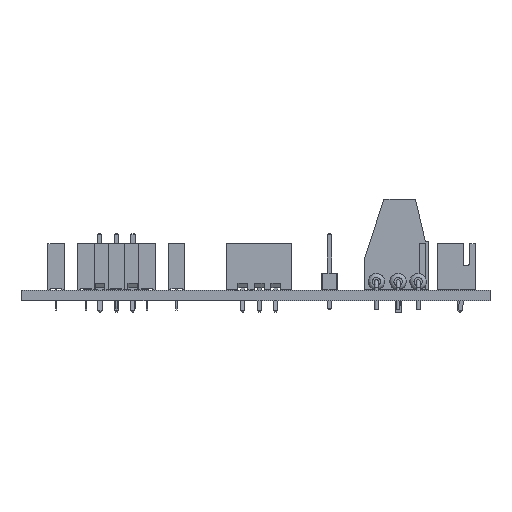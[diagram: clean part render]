
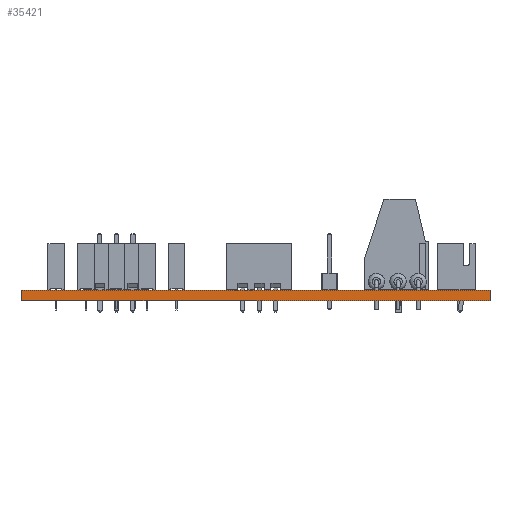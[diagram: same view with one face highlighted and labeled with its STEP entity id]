
A CAD part, front view. The second image highlights one B-rep face of the part: STEP entity #35421.
In plain terms, the highlighted planar face has unit normal (0, -1, 0).
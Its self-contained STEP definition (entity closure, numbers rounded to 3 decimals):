
#35305 = EDGE_CURVE('',#35306,#35308,#35310,.T.);
#35306 = VERTEX_POINT('',#35307);
#35307 = CARTESIAN_POINT('',(86.36,-132.34,0.));
#35308 = VERTEX_POINT('',#35309);
#35309 = CARTESIAN_POINT('',(86.36,-132.34,1.6));
#35310 = SURFACE_CURVE('',#35311,(#35315,#35327),.PCURVE_S1.);
#35311 = LINE('',#35312,#35313);
#35312 = CARTESIAN_POINT('',(86.36,-132.34,0.));
#35313 = VECTOR('',#35314,1.);
#35314 = DIRECTION('',(0.,0.,1.));
#35315 = PCURVE('',#35316,#35321);
#35316 = PLANE('',#35317);
#35317 = AXIS2_PLACEMENT_3D('',#35318,#35319,#35320);
#35318 = CARTESIAN_POINT('',(86.36,-132.34,0.));
#35319 = DIRECTION('',(-1.,0.,0.));
#35320 = DIRECTION('',(0.,1.,0.));
#35321 = DEFINITIONAL_REPRESENTATION('',(#35322),#35326);
#35322 = LINE('',#35323,#35324);
#35323 = CARTESIAN_POINT('',(0.,0.));
#35324 = VECTOR('',#35325,1.);
#35325 = DIRECTION('',(0.,-1.));
#35326 = ( GEOMETRIC_REPRESENTATION_CONTEXT(2) 
PARAMETRIC_REPRESENTATION_CONTEXT() REPRESENTATION_CONTEXT('2D SPACE',''
  ) );
#35327 = PCURVE('',#35328,#35333);
#35328 = PLANE('',#35329);
#35329 = AXIS2_PLACEMENT_3D('',#35330,#35331,#35332);
#35330 = CARTESIAN_POINT('',(157.486,-132.34,0.));
#35331 = DIRECTION('',(0.,-1.,0.));
#35332 = DIRECTION('',(-1.,0.,0.));
#35333 = DEFINITIONAL_REPRESENTATION('',(#35334),#35338);
#35334 = LINE('',#35335,#35336);
#35335 = CARTESIAN_POINT('',(71.126,0.));
#35336 = VECTOR('',#35337,1.);
#35337 = DIRECTION('',(0.,-1.));
#35338 = ( GEOMETRIC_REPRESENTATION_CONTEXT(2) 
PARAMETRIC_REPRESENTATION_CONTEXT() REPRESENTATION_CONTEXT('2D SPACE',''
  ) );
#35356 = PLANE('',#35357);
#35357 = AXIS2_PLACEMENT_3D('',#35358,#35359,#35360);
#35358 = CARTESIAN_POINT('',(121.923,-92.84,1.6));
#35359 = DIRECTION('',(-0.,-0.,-1.));
#35360 = DIRECTION('',(-1.,0.,0.));
#35410 = PLANE('',#35411);
#35411 = AXIS2_PLACEMENT_3D('',#35412,#35413,#35414);
#35412 = CARTESIAN_POINT('',(121.923,-92.84,0.));
#35413 = DIRECTION('',(-0.,-0.,-1.));
#35414 = DIRECTION('',(-1.,0.,0.));
#35421 = ADVANCED_FACE('',(#35422),#35328,.T.);
#35422 = FACE_BOUND('',#35423,.T.);
#35423 = EDGE_LOOP('',(#35424,#35454,#35475,#35476));
#35424 = ORIENTED_EDGE('',*,*,#35425,.T.);
#35425 = EDGE_CURVE('',#35426,#35428,#35430,.T.);
#35426 = VERTEX_POINT('',#35427);
#35427 = CARTESIAN_POINT('',(157.486,-132.34,0.));
#35428 = VERTEX_POINT('',#35429);
#35429 = CARTESIAN_POINT('',(157.486,-132.34,1.6));
#35430 = SURFACE_CURVE('',#35431,(#35435,#35442),.PCURVE_S1.);
#35431 = LINE('',#35432,#35433);
#35432 = CARTESIAN_POINT('',(157.486,-132.34,0.));
#35433 = VECTOR('',#35434,1.);
#35434 = DIRECTION('',(0.,0.,1.));
#35435 = PCURVE('',#35328,#35436);
#35436 = DEFINITIONAL_REPRESENTATION('',(#35437),#35441);
#35437 = LINE('',#35438,#35439);
#35438 = CARTESIAN_POINT('',(0.,-0.));
#35439 = VECTOR('',#35440,1.);
#35440 = DIRECTION('',(0.,-1.));
#35441 = ( GEOMETRIC_REPRESENTATION_CONTEXT(2) 
PARAMETRIC_REPRESENTATION_CONTEXT() REPRESENTATION_CONTEXT('2D SPACE',''
  ) );
#35442 = PCURVE('',#35443,#35448);
#35443 = PLANE('',#35444);
#35444 = AXIS2_PLACEMENT_3D('',#35445,#35446,#35447);
#35445 = CARTESIAN_POINT('',(157.486,-53.34,0.));
#35446 = DIRECTION('',(1.,0.,-0.));
#35447 = DIRECTION('',(0.,-1.,0.));
#35448 = DEFINITIONAL_REPRESENTATION('',(#35449),#35453);
#35449 = LINE('',#35450,#35451);
#35450 = CARTESIAN_POINT('',(79.,0.));
#35451 = VECTOR('',#35452,1.);
#35452 = DIRECTION('',(0.,-1.));
#35453 = ( GEOMETRIC_REPRESENTATION_CONTEXT(2) 
PARAMETRIC_REPRESENTATION_CONTEXT() REPRESENTATION_CONTEXT('2D SPACE',''
  ) );
#35454 = ORIENTED_EDGE('',*,*,#35455,.T.);
#35455 = EDGE_CURVE('',#35428,#35308,#35456,.T.);
#35456 = SURFACE_CURVE('',#35457,(#35461,#35468),.PCURVE_S1.);
#35457 = LINE('',#35458,#35459);
#35458 = CARTESIAN_POINT('',(157.486,-132.34,1.6));
#35459 = VECTOR('',#35460,1.);
#35460 = DIRECTION('',(-1.,0.,0.));
#35461 = PCURVE('',#35328,#35462);
#35462 = DEFINITIONAL_REPRESENTATION('',(#35463),#35467);
#35463 = LINE('',#35464,#35465);
#35464 = CARTESIAN_POINT('',(0.,-1.6));
#35465 = VECTOR('',#35466,1.);
#35466 = DIRECTION('',(1.,0.));
#35467 = ( GEOMETRIC_REPRESENTATION_CONTEXT(2) 
PARAMETRIC_REPRESENTATION_CONTEXT() REPRESENTATION_CONTEXT('2D SPACE',''
  ) );
#35468 = PCURVE('',#35356,#35469);
#35469 = DEFINITIONAL_REPRESENTATION('',(#35470),#35474);
#35470 = LINE('',#35471,#35472);
#35471 = CARTESIAN_POINT('',(-35.563,-39.5));
#35472 = VECTOR('',#35473,1.);
#35473 = DIRECTION('',(1.,0.));
#35474 = ( GEOMETRIC_REPRESENTATION_CONTEXT(2) 
PARAMETRIC_REPRESENTATION_CONTEXT() REPRESENTATION_CONTEXT('2D SPACE',''
  ) );
#35475 = ORIENTED_EDGE('',*,*,#35305,.F.);
#35476 = ORIENTED_EDGE('',*,*,#35477,.F.);
#35477 = EDGE_CURVE('',#35426,#35306,#35478,.T.);
#35478 = SURFACE_CURVE('',#35479,(#35483,#35490),.PCURVE_S1.);
#35479 = LINE('',#35480,#35481);
#35480 = CARTESIAN_POINT('',(157.486,-132.34,0.));
#35481 = VECTOR('',#35482,1.);
#35482 = DIRECTION('',(-1.,0.,0.));
#35483 = PCURVE('',#35328,#35484);
#35484 = DEFINITIONAL_REPRESENTATION('',(#35485),#35489);
#35485 = LINE('',#35486,#35487);
#35486 = CARTESIAN_POINT('',(0.,-0.));
#35487 = VECTOR('',#35488,1.);
#35488 = DIRECTION('',(1.,0.));
#35489 = ( GEOMETRIC_REPRESENTATION_CONTEXT(2) 
PARAMETRIC_REPRESENTATION_CONTEXT() REPRESENTATION_CONTEXT('2D SPACE',''
  ) );
#35490 = PCURVE('',#35410,#35491);
#35491 = DEFINITIONAL_REPRESENTATION('',(#35492),#35496);
#35492 = LINE('',#35493,#35494);
#35493 = CARTESIAN_POINT('',(-35.563,-39.5));
#35494 = VECTOR('',#35495,1.);
#35495 = DIRECTION('',(1.,0.));
#35496 = ( GEOMETRIC_REPRESENTATION_CONTEXT(2) 
PARAMETRIC_REPRESENTATION_CONTEXT() REPRESENTATION_CONTEXT('2D SPACE',''
  ) );
